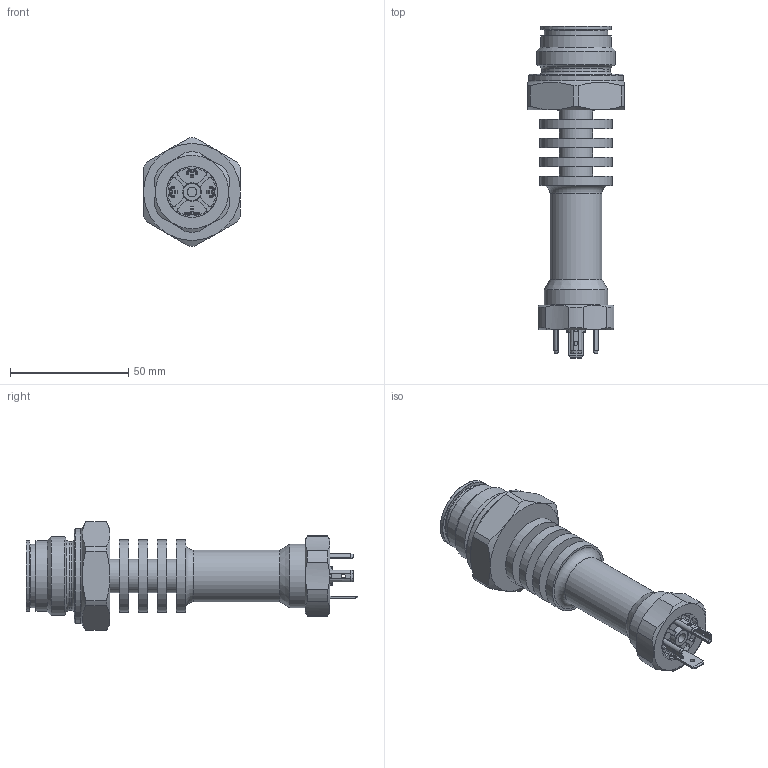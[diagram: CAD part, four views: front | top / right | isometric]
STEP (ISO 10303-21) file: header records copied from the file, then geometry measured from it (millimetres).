
FILE_DESCRIPTION( ( 'Unknown' ), '1' );
FILE_NAME( 'PBMx_xxxxxxxx4473xxx.stp', 'Unknown', ( 'Unknown' ), ( 'Unknown' ), 'PSStep 15.0.49', 'Unknown', ' ' );
FILE_SCHEMA( ( 'AUTOMOTIVE_DESIGN { 1 0 10303 214 1 1 1 1 }' ) );
Length unit declared in the file: millimetre
Products named in the file (1): 11090714
Bounding box: 41 x 140.5 x 45.99 mm (x, y, z)
Volume: 79556.8 mm3; surface area: 20660.5 mm2
Topology: 1 solids, 1 shells, 327 faces, 940 edges, 622 vertices
Faces by surface type: plane 181, cylinder 101, cone 25, torus 14, bspline 6
Full cylindrical faces by diameter (mm): 1.8 x4, 4.1 x1, 7.8 x1, 14 x4, 21.5 x1, 22 x1, 26.8 x1, 27 x1, 29.2 x1, 30 x2, 30.5 x4, 33.2 x1, 33.249 x1, 38.2 x1, 40 x1
Entity records: 14677 total; most frequent: CARTESIAN_POINT 4207, ORIENTED_EDGE 1768, DIRECTION 1328, EDGE_CURVE 884, VERTEX_POINT 612, LINE 496, VECTOR 496, AXIS2_PLACEMENT_3D 416
